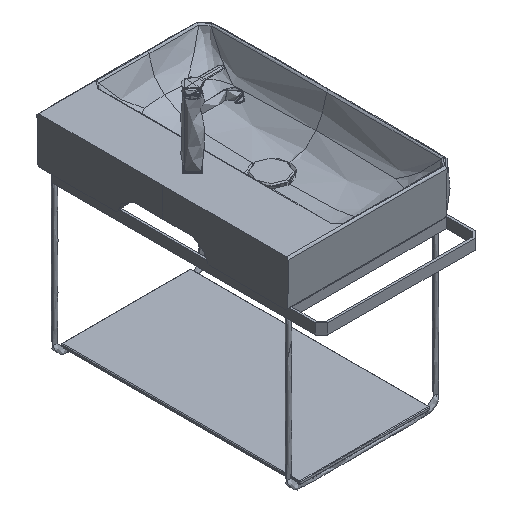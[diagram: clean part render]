
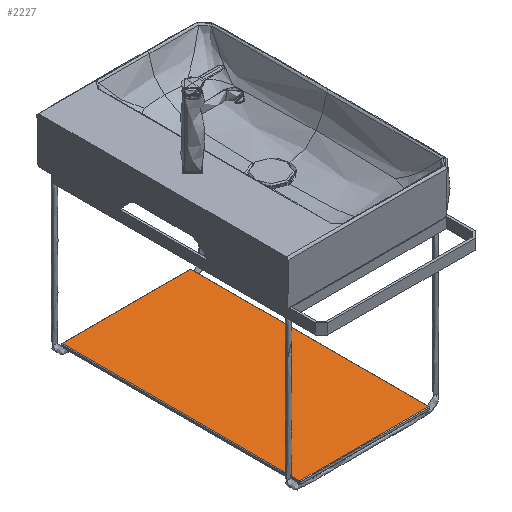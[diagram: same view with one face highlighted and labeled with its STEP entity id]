
A CAD part, isometric view. The second image highlights one B-rep face of the part: STEP entity #2227.
In plain terms, the highlighted planar face has unit normal (0, 0, 1).
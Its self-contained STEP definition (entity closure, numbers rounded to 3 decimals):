
#937=B_SPLINE_CURVE_WITH_KNOTS('',1,(#31125,#31126),.UNSPECIFIED.,.F.,.F.,
(2,2),(-307.,0.),.UNSPECIFIED.);
#952=B_SPLINE_CURVE_WITH_KNOTS('',1,(#31155,#31156),.UNSPECIFIED.,.F.,.F.,
(2,2),(-567.5,0.),.UNSPECIFIED.);
#955=B_SPLINE_CURVE_WITH_KNOTS('',1,(#31161,#31162),.UNSPECIFIED.,.F.,.F.,
(2,2),(0.,567.5),.UNSPECIFIED.);
#956=B_SPLINE_CURVE_WITH_KNOTS('',1,(#31163,#31164),.UNSPECIFIED.,.F.,.F.,
(2,2),(-307.,0.),.UNSPECIFIED.);
#2227=ADVANCED_FACE('',(#3120),#13652,.T.);
#3120=FACE_OUTER_BOUND('',#4065,.T.);
#4065=EDGE_LOOP('',(#7196,#7197,#7198,#7199));
#7196=ORIENTED_EDGE('',*,*,#10153,.T.);
#7197=ORIENTED_EDGE('',*,*,#10135,.F.);
#7198=ORIENTED_EDGE('',*,*,#10150,.F.);
#7199=ORIENTED_EDGE('',*,*,#10154,.T.);
#10135=EDGE_CURVE('',#13085,#13086,#937,.T.);
#10150=EDGE_CURVE('',#13096,#13085,#952,.T.);
#10153=EDGE_CURVE('',#13098,#13086,#955,.T.);
#10154=EDGE_CURVE('',#13096,#13098,#956,.T.);
#13085=VERTEX_POINT('',#31080);
#13086=VERTEX_POINT('',#31081);
#13096=VERTEX_POINT('',#31091);
#13098=VERTEX_POINT('',#31093);
#13652=PLANE('',#14580);
#14580=AXIS2_PLACEMENT_3D('',#31061,#14818,$);
#14818=DIRECTION('',(0.,0.,1.));
#31061=CARTESIAN_POINT('',(13.575,341.195,-491.042));
#31080=CARTESIAN_POINT('',(351.335,-283.115,-491.042));
#31081=CARTESIAN_POINT('',(44.335,-283.115,-491.042));
#31091=CARTESIAN_POINT('',(351.335,284.385,-491.042));
#31093=CARTESIAN_POINT('',(44.335,284.385,-491.042));
#31125=CARTESIAN_POINT('',(351.335,-283.115,-491.042));
#31126=CARTESIAN_POINT('',(44.335,-283.115,-491.042));
#31155=CARTESIAN_POINT('',(351.335,284.385,-491.042));
#31156=CARTESIAN_POINT('',(351.335,-283.115,-491.042));
#31161=CARTESIAN_POINT('',(44.335,284.385,-491.042));
#31162=CARTESIAN_POINT('',(44.335,-283.115,-491.042));
#31163=CARTESIAN_POINT('',(351.335,284.385,-491.042));
#31164=CARTESIAN_POINT('',(44.335,284.385,-491.042));
